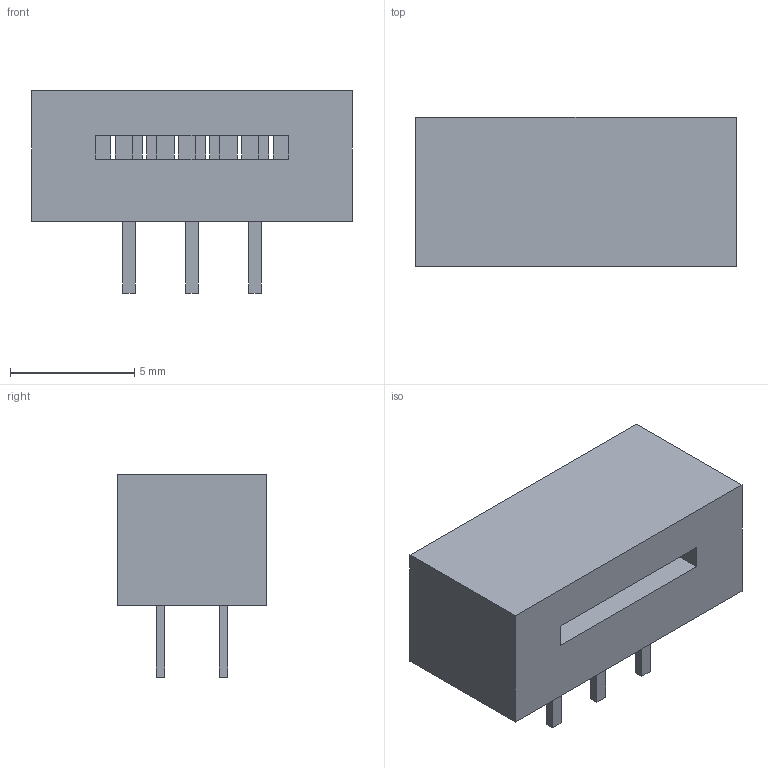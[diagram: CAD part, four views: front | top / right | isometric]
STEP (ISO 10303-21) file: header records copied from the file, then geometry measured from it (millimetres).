
FILE_DESCRIPTION(/* description */ (''),/* implementation_level */ '2;1');
FILE_NAME(/* name */ '100546172ugm000_a.stp',/* time_stamp */ '2013-08-13T03:09:03+02:00',/* author */ (''),/* organization */ (''),/* preprocessor_version */ 'ST-DEVELOPER v15',/* originating_system */ 'SIEMENS PLM Software NX 8.5',/* authorisation */ '');
FILE_SCHEMA (('AUTOMOTIVE_DESIGN { 1 0 10303 214 3 1 1 1 }'));
Length unit declared in the file: millimetre
Products named in the file (1): 100546172ugm000_a
Bounding box: 12.92 x 6 x 8.15 mm (x, y, z)
Volume: 368.5 mm3; surface area: 504.8 mm2
Topology: 19 solids, 19 shells, 118 faces, 240 edges, 160 vertices
Faces by surface type: plane 118
Entity records: 3143 total; most frequent: CARTESIAN_POINT 519, ORIENTED_EDGE 480, DIRECTION 478, EDGE_CURVE 240, LINE 240, VECTOR 240, VERTEX_POINT 160, EDGE_LOOP 120
